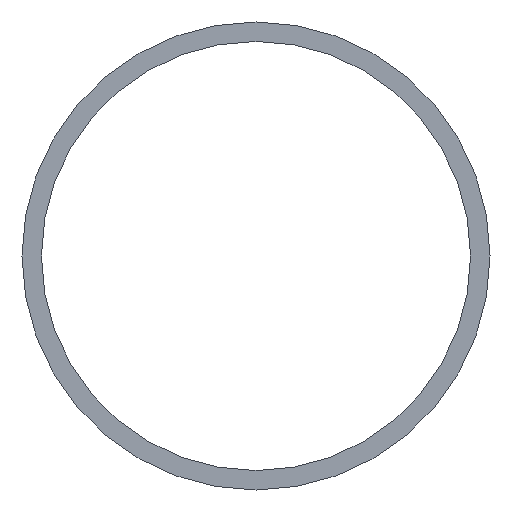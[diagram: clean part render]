
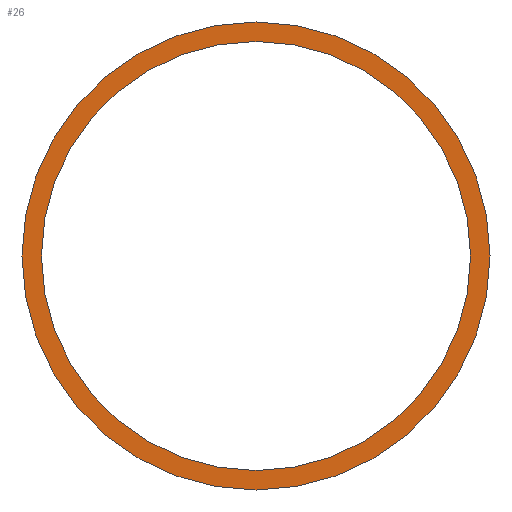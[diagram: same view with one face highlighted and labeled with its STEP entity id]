
A CAD part, front view. The second image highlights one B-rep face of the part: STEP entity #26.
In plain terms, the highlighted planar face has unit normal (0, -1, 0).
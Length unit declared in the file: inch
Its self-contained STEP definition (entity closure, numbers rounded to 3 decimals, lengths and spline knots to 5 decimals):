
#17 = DIRECTION ( 'NONE',  ( 0., 0., 1. ) ) ;
#18 = DIRECTION ( 'NONE',  ( 0., 0., 1. ) ) ;
#24 = EDGE_LOOP ( 'NONE', ( #152, #223 ) ) ;
#26 = ADVANCED_FACE ( 'NONE', ( #124, #68 ), #201, .F. ) ;
#29 = DIRECTION ( 'NONE',  ( 0., 0., 1. ) ) ;
#30 = VERTEX_POINT ( 'NONE', #49 ) ;
#31 = DIRECTION ( 'NONE',  ( 0., 1., 0. ) ) ;
#36 = AXIS2_PLACEMENT_3D ( 'NONE', #252, #138, #18 ) ;
#46 = AXIS2_PLACEMENT_3D ( 'NONE', #251, #137, #17 ) ;
#47 = AXIS2_PLACEMENT_3D ( 'NONE', #84, #218, #100 ) ;
#49 = CARTESIAN_POINT ( 'NONE',  ( 0., 0., -0.4575 ) ) ;
#59 = VERTEX_POINT ( 'NONE', #249 ) ;
#68 = FACE_BOUND ( 'NONE', #24, .T. ) ;
#80 = AXIS2_PLACEMENT_3D ( 'NONE', #145, #31, #173 ) ;
#84 = CARTESIAN_POINT ( 'NONE',  ( 0., 0., 0. ) ) ;
#89 = CARTESIAN_POINT ( 'NONE',  ( 0., 0., 0. ) ) ;
#96 = CARTESIAN_POINT ( 'NONE',  ( 0., 0., 0.4575 ) ) ;
#100 = DIRECTION ( 'NONE',  ( 0., 0., 1. ) ) ;
#101 = EDGE_LOOP ( 'NONE', ( #125, #158 ) ) ;
#106 = CIRCLE ( 'NONE', #46, 0.4575 ) ;
#109 = CIRCLE ( 'NONE', #47, 0.499 ) ;
#119 = AXIS2_PLACEMENT_3D ( 'NONE', #89, #143, #29 ) ;
#124 = FACE_OUTER_BOUND ( 'NONE', #101, .T. ) ;
#125 = ORIENTED_EDGE ( 'NONE', *, *, #203, .F. ) ;
#137 = DIRECTION ( 'NONE',  ( 0., 1., 0. ) ) ;
#138 = DIRECTION ( 'NONE',  ( 0., 1., 0. ) ) ;
#143 = DIRECTION ( 'NONE',  ( 0., 1., 0. ) ) ;
#145 = CARTESIAN_POINT ( 'NONE',  ( 0., 0., 0. ) ) ;
#152 = ORIENTED_EDGE ( 'NONE', *, *, #222, .T. ) ;
#158 = ORIENTED_EDGE ( 'NONE', *, *, #192, .F. ) ;
#163 = VERTEX_POINT ( 'NONE', #96 ) ;
#173 = DIRECTION ( 'NONE',  ( 0., 0., 1. ) ) ;
#180 = CIRCLE ( 'NONE', #80, 0.499 ) ;
#192 = EDGE_CURVE ( 'NONE', #59, #250, #180, .T. ) ;
#201 = PLANE ( 'NONE',  #119 ) ;
#203 = EDGE_CURVE ( 'NONE', #250, #59, #109, .T. ) ;
#206 = EDGE_CURVE ( 'NONE', #163, #30, #106, .T. ) ;
#218 = DIRECTION ( 'NONE',  ( 0., 1., 0. ) ) ;
#221 = CIRCLE ( 'NONE', #36, 0.4575 ) ;
#222 = EDGE_CURVE ( 'NONE', #30, #163, #221, .T. ) ;
#223 = ORIENTED_EDGE ( 'NONE', *, *, #206, .T. ) ;
#237 = CARTESIAN_POINT ( 'NONE',  ( 0., 0., -0.499 ) ) ;
#249 = CARTESIAN_POINT ( 'NONE',  ( 0., 0., 0.499 ) ) ;
#250 = VERTEX_POINT ( 'NONE', #237 ) ;
#251 = CARTESIAN_POINT ( 'NONE',  ( 0., 0., 0. ) ) ;
#252 = CARTESIAN_POINT ( 'NONE',  ( 0., 0., 0. ) ) ;
